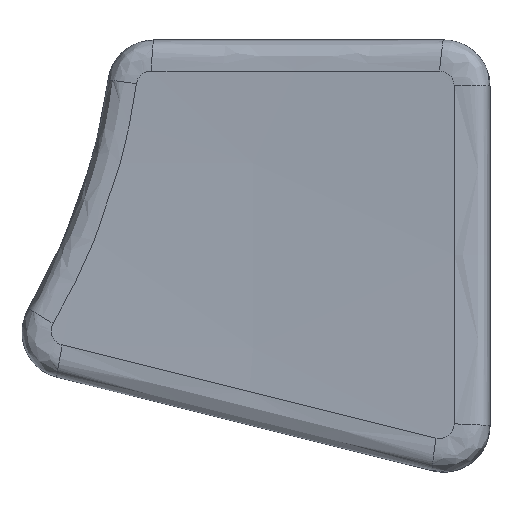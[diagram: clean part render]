
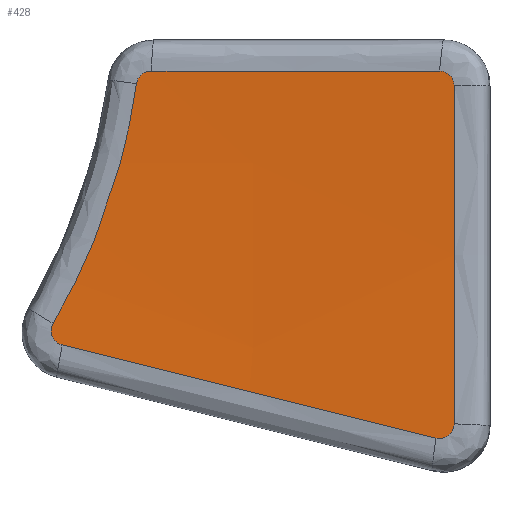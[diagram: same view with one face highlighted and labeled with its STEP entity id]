
A CAD part, top view. The second image highlights one B-rep face of the part: STEP entity #428.
In plain terms, the highlighted spherical face has radius 325 mm.
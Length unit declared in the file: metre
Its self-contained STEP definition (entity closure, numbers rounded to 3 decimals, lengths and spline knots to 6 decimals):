
#103=ORIENTED_EDGE('',*,*,#227,.T.);
#104=ORIENTED_EDGE('',*,*,#228,.T.);
#105=ORIENTED_EDGE('',*,*,#229,.T.);
#106=ORIENTED_EDGE('',*,*,#230,.T.);
#107=ORIENTED_EDGE('',*,*,#231,.T.);
#108=ORIENTED_EDGE('',*,*,#232,.T.);
#109=ORIENTED_EDGE('',*,*,#233,.T.);
#110=ORIENTED_EDGE('',*,*,#234,.T.);
#227=EDGE_CURVE('',#289,#290,#327,.T.);
#228=EDGE_CURVE('',#290,#291,#328,.T.);
#229=EDGE_CURVE('',#291,#292,#329,.T.);
#230=EDGE_CURVE('',#292,#293,#330,.T.);
#231=EDGE_CURVE('',#293,#294,#331,.T.);
#232=EDGE_CURVE('',#294,#295,#332,.T.);
#233=EDGE_CURVE('',#295,#296,#333,.T.);
#234=EDGE_CURVE('',#296,#289,#334,.T.);
#289=VERTEX_POINT('',#623);
#290=VERTEX_POINT('',#624);
#291=VERTEX_POINT('',#629);
#292=VERTEX_POINT('',#634);
#293=VERTEX_POINT('',#639);
#294=VERTEX_POINT('',#645);
#295=VERTEX_POINT('',#650);
#296=VERTEX_POINT('',#656);
#327=B_SPLINE_CURVE_WITH_KNOTS('',3,(#619,#620,#621,#622),.UNSPECIFIED.,
 .F.,.F.,(4,4),(0.,1.),.UNSPECIFIED.);
#328=B_SPLINE_CURVE_WITH_KNOTS('',3,(#625,#626,#627,#628),.UNSPECIFIED.,
 .F.,.F.,(4,4),(0.,1.),.UNSPECIFIED.);
#329=B_SPLINE_CURVE_WITH_KNOTS('',3,(#630,#631,#632,#633),.UNSPECIFIED.,
 .F.,.F.,(4,4),(0.,1.),.UNSPECIFIED.);
#330=B_SPLINE_CURVE_WITH_KNOTS('',3,(#635,#636,#637,#638),.UNSPECIFIED.,
 .F.,.F.,(4,4),(0.,1.),.UNSPECIFIED.);
#331=B_SPLINE_CURVE_WITH_KNOTS('',3,(#640,#641,#642,#643,#644),
 .UNSPECIFIED.,.F.,.F.,(4,1,4),(0.,0.5,1.),.UNSPECIFIED.);
#332=B_SPLINE_CURVE_WITH_KNOTS('',3,(#646,#647,#648,#649),.UNSPECIFIED.,
 .F.,.F.,(4,4),(0.,1.),.UNSPECIFIED.);
#333=B_SPLINE_CURVE_WITH_KNOTS('',3,(#651,#652,#653,#654,#655),
 .UNSPECIFIED.,.F.,.F.,(4,1,4),(0.,0.5,1.),.UNSPECIFIED.);
#334=B_SPLINE_CURVE_WITH_KNOTS('',3,(#657,#658,#659,#660),.UNSPECIFIED.,
 .F.,.F.,(4,4),(0.,1.),.UNSPECIFIED.);
#351=EDGE_LOOP('',(#103,#104,#105,#106,#107,#108,#109,#110));
#389=FACE_BOUND('',#351,.T.);
#427=SPHERICAL_SURFACE('',#473,0.325);
#428=ADVANCED_FACE('',(#389),#427,.F.);
#473=AXIS2_PLACEMENT_3D('',#618,#515,#516);
#515=DIRECTION('',(-1.,0.,0.));
#516=DIRECTION('',(0.,0.,-1.));
#618=CARTESIAN_POINT('',(0.038795,-0.00334,0.3558));
#619=CARTESIAN_POINT('',(0.083593,-0.00762,0.033931));
#620=CARTESIAN_POINT('',(0.083593,-0.007234,0.033926));
#621=CARTESIAN_POINT('',(0.08328,-0.006923,0.033879));
#622=CARTESIAN_POINT('',(0.082896,-0.006923,0.033826));
#623=CARTESIAN_POINT('',(0.083593,-0.00762,0.033931));
#624=CARTESIAN_POINT('',(0.082896,-0.006923,0.033826));
#625=CARTESIAN_POINT('',(0.082896,-0.006923,0.033826));
#626=CARTESIAN_POINT('',(0.078334,-0.006925,0.033201));
#627=CARTESIAN_POINT('',(0.073759,-0.006925,0.032673));
#628=CARTESIAN_POINT('',(0.069174,-0.006923,0.032243));
#629=CARTESIAN_POINT('',(0.069174,-0.006923,0.032243));
#630=CARTESIAN_POINT('',(0.069174,-0.006923,0.032243));
#631=CARTESIAN_POINT('',(0.068826,-0.006923,0.03221));
#632=CARTESIAN_POINT('',(0.068531,-0.00718,0.032186));
#633=CARTESIAN_POINT('',(0.068484,-0.007525,0.032186));
#634=CARTESIAN_POINT('',(0.068484,-0.007525,0.032186));
#635=CARTESIAN_POINT('',(0.068484,-0.007525,0.032186));
#636=CARTESIAN_POINT('',(0.067929,-0.011548,0.032187));
#637=CARTESIAN_POINT('',(0.066582,-0.015421,0.03219));
#638=CARTESIAN_POINT('',(0.064518,-0.01892,0.032194));
#639=CARTESIAN_POINT('',(0.064518,-0.01892,0.032194));
#640=CARTESIAN_POINT('',(0.064518,-0.01892,0.032194));
#641=CARTESIAN_POINT('',(0.064406,-0.01911,0.032195));
#642=CARTESIAN_POINT('',(0.064382,-0.019585,0.032216));
#643=CARTESIAN_POINT('',(0.064737,-0.019897,0.03226));
#644=CARTESIAN_POINT('',(0.06495,-0.01995,0.03228));
#645=CARTESIAN_POINT('',(0.06495,-0.01995,0.03228));
#646=CARTESIAN_POINT('',(0.06495,-0.01995,0.03228));
#647=CARTESIAN_POINT('',(0.071229,-0.021515,0.032868));
#648=CARTESIAN_POINT('',(0.077156,-0.022993,0.033619));
#649=CARTESIAN_POINT('',(0.082728,-0.024382,0.034471));
#650=CARTESIAN_POINT('',(0.082728,-0.024382,0.034471));
#651=CARTESIAN_POINT('',(0.082728,-0.024382,0.034471));
#652=CARTESIAN_POINT('',(0.082947,-0.024437,0.034505));
#653=CARTESIAN_POINT('',(0.083378,-0.024333,0.034558));
#654=CARTESIAN_POINT('',(0.083593,-0.023922,0.034561));
#655=CARTESIAN_POINT('',(0.083593,-0.023706,0.034547));
#656=CARTESIAN_POINT('',(0.083593,-0.023706,0.034547));
#657=CARTESIAN_POINT('',(0.083593,-0.023706,0.034547));
#658=CARTESIAN_POINT('',(0.083593,-0.01835,0.034208));
#659=CARTESIAN_POINT('',(0.083593,-0.012986,0.034002));
#660=CARTESIAN_POINT('',(0.083593,-0.00762,0.033931));
